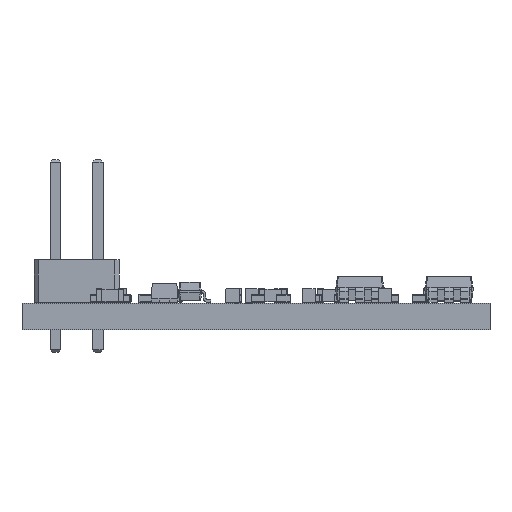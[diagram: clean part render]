
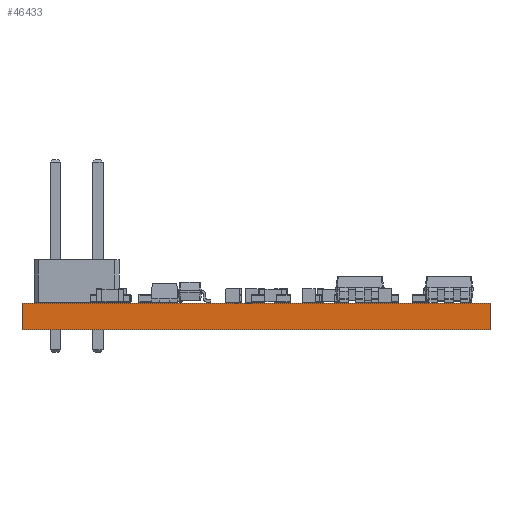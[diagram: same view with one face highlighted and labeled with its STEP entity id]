
A CAD part, front view. The second image highlights one B-rep face of the part: STEP entity #46433.
In plain terms, the highlighted planar face has unit normal (0, -1, 0).
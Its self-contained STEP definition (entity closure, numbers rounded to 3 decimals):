
#45113 = PLANE('',#45114);
#45114 = AXIS2_PLACEMENT_3D('',#45115,#45116,#45117);
#45115 = CARTESIAN_POINT('',(-14.,-17.,0.));
#45116 = DIRECTION('',(-1.,0.,0.));
#45117 = DIRECTION('',(0.,1.,0.));
#45141 = PLANE('',#45142);
#45142 = AXIS2_PLACEMENT_3D('',#45143,#45144,#45145);
#45143 = CARTESIAN_POINT('',(-14.,17.,1.6));
#45144 = DIRECTION('',(0.,0.,1.));
#45145 = DIRECTION('',(1.,0.,0.));
#45169 = PLANE('',#45170);
#45170 = AXIS2_PLACEMENT_3D('',#45171,#45172,#45173);
#45171 = CARTESIAN_POINT('',(14.,17.,0.));
#45172 = DIRECTION('',(1.,0.,0.));
#45173 = DIRECTION('',(0.,-1.,0.));
#45195 = PLANE('',#45196);
#45196 = AXIS2_PLACEMENT_3D('',#45197,#45198,#45199);
#45197 = CARTESIAN_POINT('',(-14.,17.,0.));
#45198 = DIRECTION('',(0.,0.,1.));
#45199 = DIRECTION('',(1.,0.,0.));
#45210 = EDGE_CURVE('',#45211,#45213,#45215,.T.);
#45211 = VERTEX_POINT('',#45212);
#45212 = CARTESIAN_POINT('',(-14.,-17.,0.));
#45213 = VERTEX_POINT('',#45214);
#45214 = CARTESIAN_POINT('',(-14.,-17.,1.6));
#45215 = SURFACE_CURVE('',#45216,(#45220,#45227),.PCURVE_S1.);
#45216 = LINE('',#45217,#45218);
#45217 = CARTESIAN_POINT('',(-14.,-17.,0.));
#45218 = VECTOR('',#45219,1.);
#45219 = DIRECTION('',(0.,0.,1.));
#45220 = PCURVE('',#45113,#45221);
#45221 = DEFINITIONAL_REPRESENTATION('',(#45222),#45226);
#45222 = LINE('',#45223,#45224);
#45223 = CARTESIAN_POINT('',(0.,0.));
#45224 = VECTOR('',#45225,1.);
#45225 = DIRECTION('',(0.,-1.));
#45226 = ( GEOMETRIC_REPRESENTATION_CONTEXT(2) 
PARAMETRIC_REPRESENTATION_CONTEXT() REPRESENTATION_CONTEXT('2D SPACE',''
  ) );
#45227 = PCURVE('',#45228,#45233);
#45228 = PLANE('',#45229);
#45229 = AXIS2_PLACEMENT_3D('',#45230,#45231,#45232);
#45230 = CARTESIAN_POINT('',(14.,-17.,0.));
#45231 = DIRECTION('',(0.,-1.,0.));
#45232 = DIRECTION('',(-1.,0.,0.));
#45233 = DEFINITIONAL_REPRESENTATION('',(#45234),#45238);
#45234 = LINE('',#45235,#45236);
#45235 = CARTESIAN_POINT('',(28.,0.));
#45236 = VECTOR('',#45237,1.);
#45237 = DIRECTION('',(0.,-1.));
#45238 = ( GEOMETRIC_REPRESENTATION_CONTEXT(2) 
PARAMETRIC_REPRESENTATION_CONTEXT() REPRESENTATION_CONTEXT('2D SPACE',''
  ) );
#45288 = VERTEX_POINT('',#45289);
#45289 = CARTESIAN_POINT('',(14.,-17.,1.6));
#45310 = EDGE_CURVE('',#45311,#45288,#45313,.T.);
#45311 = VERTEX_POINT('',#45312);
#45312 = CARTESIAN_POINT('',(14.,-17.,0.));
#45313 = SURFACE_CURVE('',#45314,(#45318,#45325),.PCURVE_S1.);
#45314 = LINE('',#45315,#45316);
#45315 = CARTESIAN_POINT('',(14.,-17.,0.));
#45316 = VECTOR('',#45317,1.);
#45317 = DIRECTION('',(0.,0.,1.));
#45318 = PCURVE('',#45169,#45319);
#45319 = DEFINITIONAL_REPRESENTATION('',(#45320),#45324);
#45320 = LINE('',#45321,#45322);
#45321 = CARTESIAN_POINT('',(34.,0.));
#45322 = VECTOR('',#45323,1.);
#45323 = DIRECTION('',(0.,-1.));
#45324 = ( GEOMETRIC_REPRESENTATION_CONTEXT(2) 
PARAMETRIC_REPRESENTATION_CONTEXT() REPRESENTATION_CONTEXT('2D SPACE',''
  ) );
#45325 = PCURVE('',#45228,#45326);
#45326 = DEFINITIONAL_REPRESENTATION('',(#45327),#45331);
#45327 = LINE('',#45328,#45329);
#45328 = CARTESIAN_POINT('',(0.,0.));
#45329 = VECTOR('',#45330,1.);
#45330 = DIRECTION('',(0.,-1.));
#45331 = ( GEOMETRIC_REPRESENTATION_CONTEXT(2) 
PARAMETRIC_REPRESENTATION_CONTEXT() REPRESENTATION_CONTEXT('2D SPACE',''
  ) );
#45359 = EDGE_CURVE('',#45311,#45211,#45360,.T.);
#45360 = SURFACE_CURVE('',#45361,(#45365,#45372),.PCURVE_S1.);
#45361 = LINE('',#45362,#45363);
#45362 = CARTESIAN_POINT('',(14.,-17.,0.));
#45363 = VECTOR('',#45364,1.);
#45364 = DIRECTION('',(-1.,0.,0.));
#45365 = PCURVE('',#45195,#45366);
#45366 = DEFINITIONAL_REPRESENTATION('',(#45367),#45371);
#45367 = LINE('',#45368,#45369);
#45368 = CARTESIAN_POINT('',(28.,-34.));
#45369 = VECTOR('',#45370,1.);
#45370 = DIRECTION('',(-1.,0.));
#45371 = ( GEOMETRIC_REPRESENTATION_CONTEXT(2) 
PARAMETRIC_REPRESENTATION_CONTEXT() REPRESENTATION_CONTEXT('2D SPACE',''
  ) );
#45372 = PCURVE('',#45228,#45373);
#45373 = DEFINITIONAL_REPRESENTATION('',(#45374),#45378);
#45374 = LINE('',#45375,#45376);
#45375 = CARTESIAN_POINT('',(0.,0.));
#45376 = VECTOR('',#45377,1.);
#45377 = DIRECTION('',(1.,0.));
#45378 = ( GEOMETRIC_REPRESENTATION_CONTEXT(2) 
PARAMETRIC_REPRESENTATION_CONTEXT() REPRESENTATION_CONTEXT('2D SPACE',''
  ) );
#45944 = EDGE_CURVE('',#45288,#45213,#45945,.T.);
#45945 = SURFACE_CURVE('',#45946,(#45950,#45957),.PCURVE_S1.);
#45946 = LINE('',#45947,#45948);
#45947 = CARTESIAN_POINT('',(14.,-17.,1.6));
#45948 = VECTOR('',#45949,1.);
#45949 = DIRECTION('',(-1.,0.,0.));
#45950 = PCURVE('',#45141,#45951);
#45951 = DEFINITIONAL_REPRESENTATION('',(#45952),#45956);
#45952 = LINE('',#45953,#45954);
#45953 = CARTESIAN_POINT('',(28.,-34.));
#45954 = VECTOR('',#45955,1.);
#45955 = DIRECTION('',(-1.,0.));
#45956 = ( GEOMETRIC_REPRESENTATION_CONTEXT(2) 
PARAMETRIC_REPRESENTATION_CONTEXT() REPRESENTATION_CONTEXT('2D SPACE',''
  ) );
#45957 = PCURVE('',#45228,#45958);
#45958 = DEFINITIONAL_REPRESENTATION('',(#45959),#45963);
#45959 = LINE('',#45960,#45961);
#45960 = CARTESIAN_POINT('',(0.,-1.6));
#45961 = VECTOR('',#45962,1.);
#45962 = DIRECTION('',(1.,0.));
#45963 = ( GEOMETRIC_REPRESENTATION_CONTEXT(2) 
PARAMETRIC_REPRESENTATION_CONTEXT() REPRESENTATION_CONTEXT('2D SPACE',''
  ) );
#46433 = ADVANCED_FACE('',(#46434),#45228,.T.);
#46434 = FACE_BOUND('',#46435,.T.);
#46435 = EDGE_LOOP('',(#46436,#46437,#46438,#46439));
#46436 = ORIENTED_EDGE('',*,*,#45310,.T.);
#46437 = ORIENTED_EDGE('',*,*,#45944,.T.);
#46438 = ORIENTED_EDGE('',*,*,#45210,.F.);
#46439 = ORIENTED_EDGE('',*,*,#45359,.F.);
